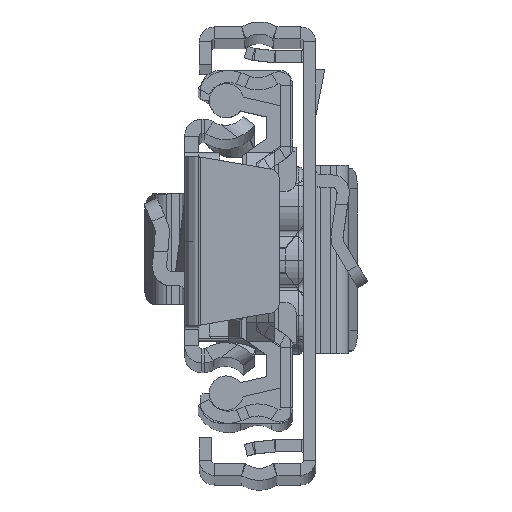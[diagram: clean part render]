
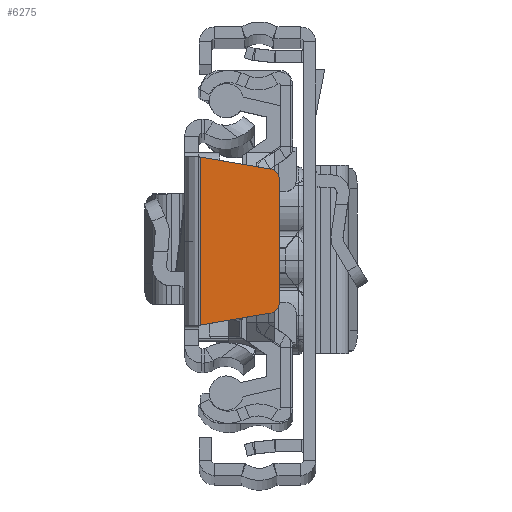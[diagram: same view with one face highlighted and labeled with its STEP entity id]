
A CAD part, top view. The second image highlights one B-rep face of the part: STEP entity #6275.
In plain terms, the highlighted planar face has unit normal (0, 0, 1).
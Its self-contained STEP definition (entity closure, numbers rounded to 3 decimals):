
#477 = DIRECTION ( 'NONE',  ( 0., 0., 1. ) ) ;
#985 = CIRCLE ( 'NONE', #16377, 1. ) ;
#1207 = VERTEX_POINT ( 'NONE', #11349 ) ;
#1439 = EDGE_CURVE ( 'NONE', #12630, #1207, #14202, .T. ) ;
#2191 = CARTESIAN_POINT ( 'NONE',  ( 9.4, -6.156, 0. ) ) ;
#2684 = EDGE_CURVE ( 'NONE', #9706, #12630, #19353, .T. ) ;
#2791 = ORIENTED_EDGE ( 'NONE', *, *, #1439, .T. ) ;
#3096 = AXIS2_PLACEMENT_3D ( 'NONE', #17155, #477, #10674 ) ;
#3275 = CARTESIAN_POINT ( 'NONE',  ( 9.4, 6.156, 0. ) ) ;
#4377 = DIRECTION ( 'NONE',  ( 1., 0., 0. ) ) ;
#4404 = VERTEX_POINT ( 'NONE', #16568 ) ;
#4891 = EDGE_LOOP ( 'NONE', ( #5374, #2791, #13888, #6780, #11561, #15626 ) ) ;
#5374 = ORIENTED_EDGE ( 'NONE', *, *, #2684, .T. ) ;
#5461 = EDGE_CURVE ( 'NONE', #4404, #9706, #7167, .T. ) ;
#5564 = CARTESIAN_POINT ( 'NONE',  ( 8.4, 6.156, 0. ) ) ;
#5573 = VERTEX_POINT ( 'NONE', #11295 ) ;
#5662 = EDGE_CURVE ( 'NONE', #13190, #5573, #11633, .T. ) ;
#5930 = CARTESIAN_POINT ( 'NONE',  ( 8.4, -6.156, 0. ) ) ;
#6254 = CIRCLE ( 'NONE', #3096, 1. ) ;
#6275 = ADVANCED_FACE ( 'NONE', ( #17292 ), #20605, .F. ) ;
#6780 = ORIENTED_EDGE ( 'NONE', *, *, #5662, .T. ) ;
#7167 = LINE ( 'NONE', #8925, #20775 ) ;
#7279 = DIRECTION ( 'NONE',  ( -0.986, 0.168, 0. ) ) ;
#7496 = CARTESIAN_POINT ( 'NONE',  ( 8.568, -7.142, 0. ) ) ;
#8925 = CARTESIAN_POINT ( 'NONE',  ( 1.5, 8.35, 0. ) ) ;
#9706 = VERTEX_POINT ( 'NONE', #17132 ) ;
#10674 = DIRECTION ( 'NONE',  ( 1., 0., 0. ) ) ;
#11295 = CARTESIAN_POINT ( 'NONE',  ( 9.4, 6.156, 0. ) ) ;
#11349 = CARTESIAN_POINT ( 'NONE',  ( 8.568, -7.142, 0. ) ) ;
#11561 = ORIENTED_EDGE ( 'NONE', *, *, #20194, .T. ) ;
#11633 = LINE ( 'NONE', #3275, #17952 ) ;
#12263 = DIRECTION ( 'NONE',  ( 0., 0., -1. ) ) ;
#12630 = VERTEX_POINT ( 'NONE', #16847 ) ;
#13190 = VERTEX_POINT ( 'NONE', #2191 ) ;
#13413 = AXIS2_PLACEMENT_3D ( 'NONE', #5564, #12263, #18948 ) ;
#13888 = ORIENTED_EDGE ( 'NONE', *, *, #19340, .T. ) ;
#14202 = LINE ( 'NONE', #7496, #20671 ) ;
#15626 = ORIENTED_EDGE ( 'NONE', *, *, #5461, .T. ) ;
#16056 = CARTESIAN_POINT ( 'NONE',  ( 1.6, -8.333, 0. ) ) ;
#16377 = AXIS2_PLACEMENT_3D ( 'NONE', #5930, #17656, #4377 ) ;
#16568 = CARTESIAN_POINT ( 'NONE',  ( 8.568, 7.142, 0. ) ) ;
#16847 = CARTESIAN_POINT ( 'NONE',  ( 1.6, -8.333, 0. ) ) ;
#16986 = VECTOR ( 'NONE', #19569, 1000. ) ;
#17132 = CARTESIAN_POINT ( 'NONE',  ( 1.6, 8.333, 0. ) ) ;
#17155 = CARTESIAN_POINT ( 'NONE',  ( 8.4, 6.156, 0. ) ) ;
#17292 = FACE_OUTER_BOUND ( 'NONE', #4891, .T. ) ;
#17656 = DIRECTION ( 'NONE',  ( 0., 0., 1. ) ) ;
#17952 = VECTOR ( 'NONE', #20198, 1000. ) ;
#18948 = DIRECTION ( 'NONE',  ( 1., 0., 0. ) ) ;
#19340 = EDGE_CURVE ( 'NONE', #1207, #13190, #985, .T. ) ;
#19353 = LINE ( 'NONE', #16056, #16986 ) ;
#19569 = DIRECTION ( 'NONE',  ( 0., -1., 0. ) ) ;
#20194 = EDGE_CURVE ( 'NONE', #5573, #4404, #6254, .T. ) ;
#20198 = DIRECTION ( 'NONE',  ( 0., 1., 0. ) ) ;
#20605 = PLANE ( 'NONE',  #13413 ) ;
#20671 = VECTOR ( 'NONE', #21123, 1000. ) ;
#20775 = VECTOR ( 'NONE', #7279, 1000. ) ;
#21123 = DIRECTION ( 'NONE',  ( 0.986, 0.168, 0. ) ) ;
